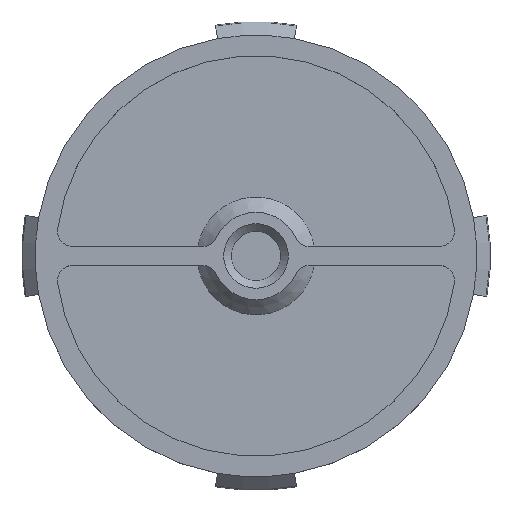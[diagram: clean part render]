
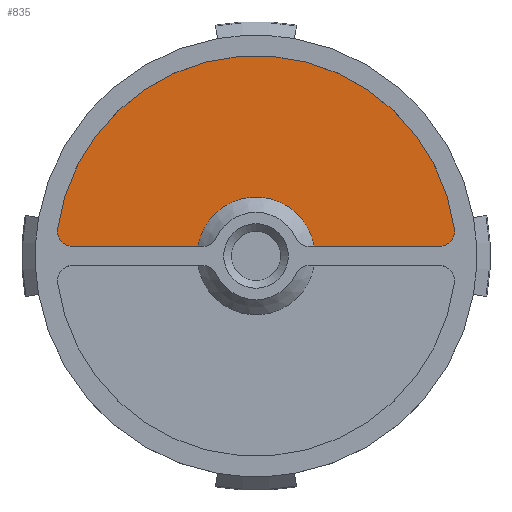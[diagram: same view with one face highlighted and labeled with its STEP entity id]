
A CAD part, top view. The second image highlights one B-rep face of the part: STEP entity #835.
In plain terms, the highlighted planar face has unit normal (0, 0, 1).
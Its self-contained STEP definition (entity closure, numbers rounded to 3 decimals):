
#44=PLANE('',#905);
#67=FACE_OUTER_BOUND('',#119,.T.);
#119=EDGE_LOOP('',(#571,#572,#573,#574,#575,#576));
#178=LINE('',#1353,#230);
#179=LINE('',#1356,#231);
#230=VECTOR('',#1049,10.);
#231=VECTOR('',#1052,10.);
#277=CIRCLE('',#903,2.);
#279=CIRCLE('',#906,26.35);
#280=CIRCLE('',#907,2.);
#281=CIRCLE('',#908,7.74);
#352=VERTEX_POINT('',#1339);
#353=VERTEX_POINT('',#1340);
#356=VERTEX_POINT('',#1348);
#357=VERTEX_POINT('',#1350);
#358=VERTEX_POINT('',#1352);
#359=VERTEX_POINT('',#1354);
#436=EDGE_CURVE('',#352,#353,#277,.T.);
#440=EDGE_CURVE('',#356,#353,#279,.T.);
#441=EDGE_CURVE('',#356,#357,#280,.T.);
#442=EDGE_CURVE('',#357,#358,#178,.T.);
#443=EDGE_CURVE('',#359,#358,#281,.T.);
#444=EDGE_CURVE('',#359,#352,#179,.T.);
#571=ORIENTED_EDGE('',*,*,#436,.T.);
#572=ORIENTED_EDGE('',*,*,#440,.F.);
#573=ORIENTED_EDGE('',*,*,#441,.T.);
#574=ORIENTED_EDGE('',*,*,#442,.T.);
#575=ORIENTED_EDGE('',*,*,#443,.F.);
#576=ORIENTED_EDGE('',*,*,#444,.T.);
#835=ADVANCED_FACE('',(#67),#44,.F.);
#903=AXIS2_PLACEMENT_3D('',#1341,#1037,#1038);
#905=AXIS2_PLACEMENT_3D('',#1347,#1043,#1044);
#906=AXIS2_PLACEMENT_3D('',#1349,#1045,#1046);
#907=AXIS2_PLACEMENT_3D('',#1351,#1047,#1048);
#908=AXIS2_PLACEMENT_3D('',#1355,#1050,#1051);
#1037=DIRECTION('center_axis',(0.,0.,1.));
#1038=DIRECTION('ref_axis',(0.753,-0.658,0.));
#1043=DIRECTION('center_axis',(0.,0.,-1.));
#1044=DIRECTION('ref_axis',(1.,0.,0.));
#1045=DIRECTION('center_axis',(0.,0.,-1.));
#1046=DIRECTION('ref_axis',(1.,0.,0.));
#1047=DIRECTION('center_axis',(0.,0.,1.));
#1048=DIRECTION('ref_axis',(-0.753,-0.658,0.));
#1049=DIRECTION('',(1.,0.,0.));
#1050=DIRECTION('center_axis',(0.,0.,1.));
#1051=DIRECTION('ref_axis',(1.,0.,0.));
#1052=DIRECTION('',(1.,0.,0.));
#1339=CARTESIAN_POINT('',(24.133,1.245,9.));
#1340=CARTESIAN_POINT('',(26.115,3.512,9.));
#1341=CARTESIAN_POINT('Origin',(24.133,3.245,9.));
#1347=CARTESIAN_POINT('Origin',(0.,0.,9.));
#1348=CARTESIAN_POINT('',(-26.115,3.512,9.));
#1349=CARTESIAN_POINT('Origin',(0.,0.,9.));
#1350=CARTESIAN_POINT('',(-24.133,1.245,9.));
#1351=CARTESIAN_POINT('Origin',(-24.133,3.245,9.));
#1352=CARTESIAN_POINT('',(-7.639,1.245,9.));
#1353=CARTESIAN_POINT('',(-2.802,1.245,9.));
#1354=CARTESIAN_POINT('',(7.639,1.245,9.));
#1355=CARTESIAN_POINT('Origin',(0.,0.,9.));
#1356=CARTESIAN_POINT('',(13.16,1.245,9.));
